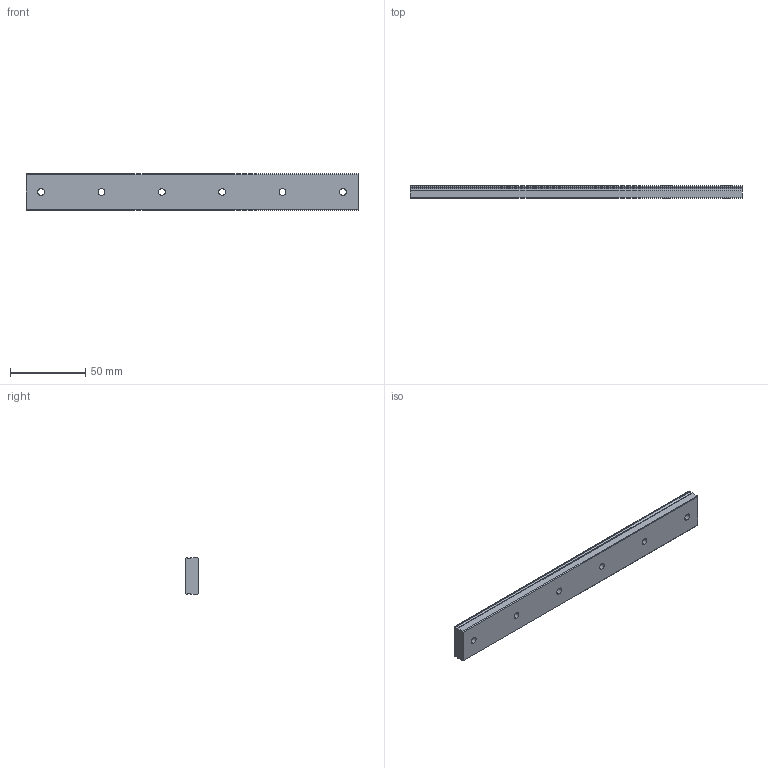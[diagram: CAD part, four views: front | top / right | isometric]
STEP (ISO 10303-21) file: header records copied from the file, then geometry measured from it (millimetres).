
FILE_DESCRIPTION (( 'STEP AP214' ), '1' );
FILE_NAME ('SRS12WSSS-220LM_G10_0_0_0_0_0_1.STEP', '2021-08-09T12:28:45', ( '' ), ( '' ), 'SwSTEP 2.0', 'SolidWorks 2021', '' );
FILE_SCHEMA (( 'AUTOMOTIVE_DESIGN' ));
Length unit declared in the file: millimetre
Products named in the file (2): _SRS12WS22010 Track; SRS12WSSS-220LM_G10_0_0_0_0_0_1
Assembly tree (1 placements, depth 2):
  SRS12WSSS-220LM_G10_0_0_0_0_0_1
    _SRS12WS22010 Track
Bounding box: 220 x 8.5 x 24 mm (x, y, z)
Volume: 42570.1 mm3; surface area: 15546.8 mm2
Topology: 1 solids, 1 shells, 49 faces, 123 edges, 82 vertices
Faces by surface type: cylinder 31, plane 18
Entity records: 1589 total; most frequent: DIRECTION 291, CARTESIAN_POINT 258, ORIENTED_EDGE 246, EDGE_CURVE 123, AXIS2_PLACEMENT_3D 115, VERTEX_POINT 82, EDGE_LOOP 67, CIRCLE 62
